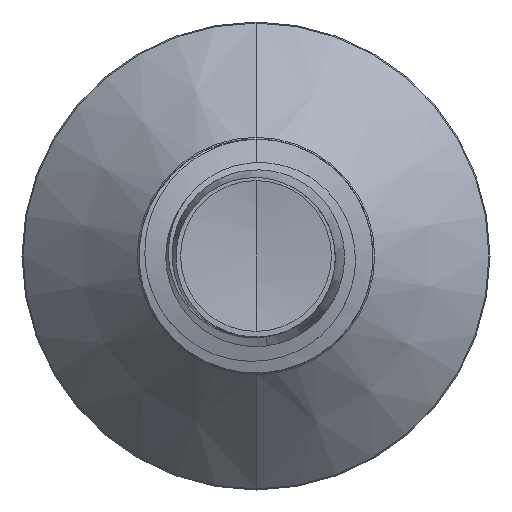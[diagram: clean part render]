
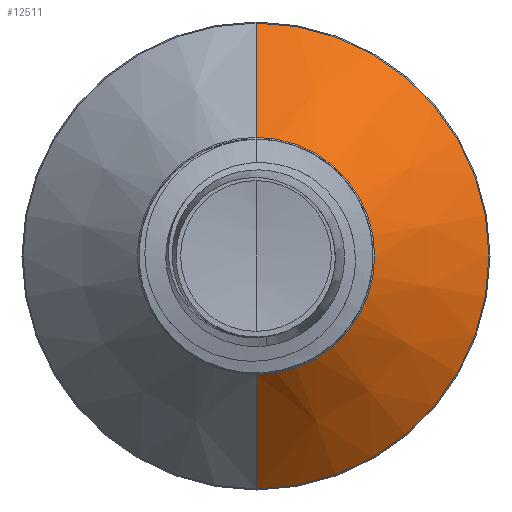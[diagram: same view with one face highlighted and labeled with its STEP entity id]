
A CAD part, front view. The second image highlights one B-rep face of the part: STEP entity #12511.
In plain terms, the highlighted conical face has half-angle 45 degrees and reference radius 1.522 mm.
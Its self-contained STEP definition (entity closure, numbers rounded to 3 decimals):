
#296 = CARTESIAN_POINT ( 'NONE',  ( 0., 6.972, 1.522 ) ) ;
#358 = DIRECTION ( 'NONE',  ( 0., 1., 0. ) ) ;
#464 = DIRECTION ( 'NONE',  ( 0., 0., 1. ) ) ;
#1610 = CARTESIAN_POINT ( 'NONE',  ( 0., 8.437, -2.987 ) ) ;
#2001 = CARTESIAN_POINT ( 'NONE',  ( 0., 6.972, -1.522 ) ) ;
#2686 = LINE ( 'NONE', #15141, #17657 ) ;
#2732 = CIRCLE ( 'NONE', #9118, 1.522 ) ;
#3652 = VERTEX_POINT ( 'NONE', #296 ) ;
#4394 = EDGE_CURVE ( 'NONE', #13737, #11093, #2686, .T. ) ;
#4417 = CARTESIAN_POINT ( 'NONE',  ( 0., 8.437, 2.987 ) ) ;
#5012 = AXIS2_PLACEMENT_3D ( 'NONE', #12453, #5796, #464 ) ;
#5409 = DIRECTION ( 'NONE',  ( 0., 0.707, 0.707 ) ) ;
#5796 = DIRECTION ( 'NONE',  ( 0., 1., 0. ) ) ;
#6783 = EDGE_LOOP ( 'NONE', ( #18239, #16180, #19544, #18442 ) ) ;
#7101 = FACE_OUTER_BOUND ( 'NONE', #6783, .T. ) ;
#7204 = DIRECTION ( 'NONE',  ( 0., 1., 0. ) ) ;
#8326 = EDGE_CURVE ( 'NONE', #17443, #11093, #15007, .T. ) ;
#9118 = AXIS2_PLACEMENT_3D ( 'NONE', #10676, #358, #12352 ) ;
#9799 = AXIS2_PLACEMENT_3D ( 'NONE', #17226, #7204, #18911 ) ;
#9998 = EDGE_CURVE ( 'NONE', #3652, #17443, #20479, .T. ) ;
#10481 = CONICAL_SURFACE ( 'NONE', #5012, 1.522, 0.785 ) ;
#10676 = CARTESIAN_POINT ( 'NONE',  ( 0., 6.972, 0. ) ) ;
#11093 = VERTEX_POINT ( 'NONE', #1610 ) ;
#11553 = VECTOR ( 'NONE', #5409, 1000. ) ;
#12352 = DIRECTION ( 'NONE',  ( 0., 0., 1. ) ) ;
#12453 = CARTESIAN_POINT ( 'NONE',  ( 0., 6.972, 0. ) ) ;
#12511 = ADVANCED_FACE ( 'NONE', ( #7101 ), #10481, .T. ) ;
#13737 = VERTEX_POINT ( 'NONE', #2001 ) ;
#13879 = EDGE_CURVE ( 'NONE', #3652, #13737, #2732, .T. ) ;
#15007 = CIRCLE ( 'NONE', #9799, 2.987 ) ;
#15141 = CARTESIAN_POINT ( 'NONE',  ( 0., 6.972, -1.522 ) ) ;
#15466 = CARTESIAN_POINT ( 'NONE',  ( 0., 6.972, 1.522 ) ) ;
#16180 = ORIENTED_EDGE ( 'NONE', *, *, #4394, .T. ) ;
#16763 = DIRECTION ( 'NONE',  ( 0., 0.707, -0.707 ) ) ;
#17226 = CARTESIAN_POINT ( 'NONE',  ( 0., 8.437, 0. ) ) ;
#17443 = VERTEX_POINT ( 'NONE', #4417 ) ;
#17657 = VECTOR ( 'NONE', #16763, 1000. ) ;
#18239 = ORIENTED_EDGE ( 'NONE', *, *, #13879, .T. ) ;
#18442 = ORIENTED_EDGE ( 'NONE', *, *, #9998, .F. ) ;
#18911 = DIRECTION ( 'NONE',  ( 0., 0., 1. ) ) ;
#19544 = ORIENTED_EDGE ( 'NONE', *, *, #8326, .F. ) ;
#20479 = LINE ( 'NONE', #15466, #11553 ) ;
